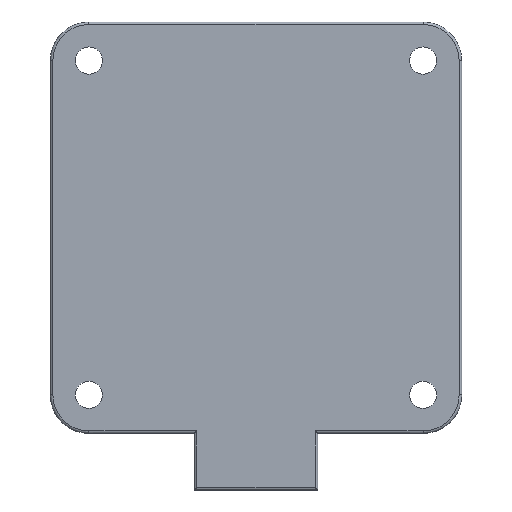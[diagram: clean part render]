
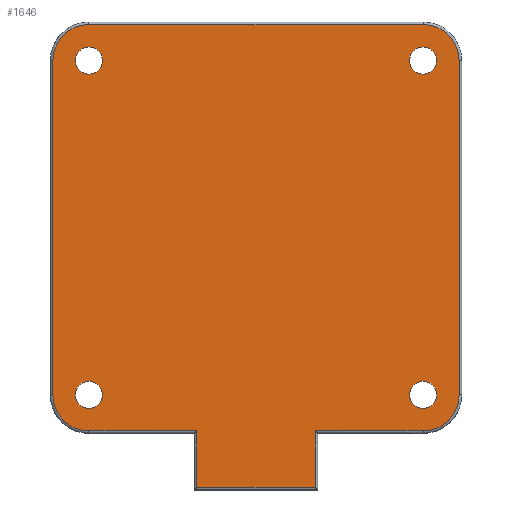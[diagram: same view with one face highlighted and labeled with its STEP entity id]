
A CAD part, front view. The second image highlights one B-rep face of the part: STEP entity #1646.
In plain terms, the highlighted planar face has unit normal (0, -1, 0).
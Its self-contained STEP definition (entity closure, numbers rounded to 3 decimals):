
#437=CARTESIAN_POINT('',(-32.5,-36.,-32.5));
#438=DIRECTION('',(0.,1.,0.));
#439=DIRECTION('',(0.,0.,-1.));
#440=AXIS2_PLACEMENT_3D('',#437,#438,#439);
#445=CARTESIAN_POINT('',(-32.5,-36.,32.5));
#446=DIRECTION('',(0.,1.,0.));
#447=DIRECTION('',(-1.,0.,0.));
#448=AXIS2_PLACEMENT_3D('',#445,#446,#447);
#453=CARTESIAN_POINT('',(32.5,-36.,32.5));
#454=DIRECTION('',(0.,1.,0.));
#455=DIRECTION('',(0.,0.,1.));
#456=AXIS2_PLACEMENT_3D('',#453,#454,#455);
#461=CARTESIAN_POINT('',(32.5,-36.,-32.5));
#462=DIRECTION('',(0.,1.,0.));
#463=DIRECTION('',(1.,0.,0.));
#464=AXIS2_PLACEMENT_3D('',#461,#462,#463);
#469=CARTESIAN_POINT('',(32.5,-36.,32.5));
#470=DIRECTION('',(0.,-1.,0.));
#471=DIRECTION('',(-1.,0.,0.));
#472=AXIS2_PLACEMENT_3D('',#469,#470,#471);
#477=CARTESIAN_POINT('',(32.5,-36.,32.5));
#478=DIRECTION('',(0.,-1.,0.));
#479=DIRECTION('',(1.,0.,0.));
#480=AXIS2_PLACEMENT_3D('',#477,#478,#479);
#485=CARTESIAN_POINT('',(32.5,-36.,-32.5));
#486=DIRECTION('',(0.,-1.,0.));
#487=DIRECTION('',(0.,0.,1.));
#488=AXIS2_PLACEMENT_3D('',#485,#486,#487);
#493=CARTESIAN_POINT('',(32.5,-36.,-32.5));
#494=DIRECTION('',(0.,-1.,0.));
#495=DIRECTION('',(0.,0.,-1.));
#496=AXIS2_PLACEMENT_3D('',#493,#494,#495);
#501=CARTESIAN_POINT('',(-32.5,-36.,-32.5));
#502=DIRECTION('',(0.,-1.,0.));
#503=DIRECTION('',(1.,0.,0.));
#504=AXIS2_PLACEMENT_3D('',#501,#502,#503);
#509=CARTESIAN_POINT('',(-32.5,-36.,-32.5));
#510=DIRECTION('',(0.,-1.,0.));
#511=DIRECTION('',(-1.,0.,0.));
#512=AXIS2_PLACEMENT_3D('',#509,#510,#511);
#517=CARTESIAN_POINT('',(-32.5,-36.,32.5));
#518=DIRECTION('',(0.,-1.,0.));
#519=DIRECTION('',(0.,0.,-1.));
#520=AXIS2_PLACEMENT_3D('',#517,#518,#519);
#525=CARTESIAN_POINT('',(-32.5,-36.,32.5));
#526=DIRECTION('',(0.,-1.,0.));
#527=DIRECTION('',(0.,0.,1.));
#528=AXIS2_PLACEMENT_3D('',#525,#526,#527);
#552=DIRECTION('',(0.,0.,-1.));
#553=VECTOR('',#552,11.);
#554=CARTESIAN_POINT('',(-11.5,-36.,-39.5));
#555=LINE('',#554,#553);
#616=DIRECTION('',(1.,0.,0.));
#617=VECTOR('',#616,23.);
#618=CARTESIAN_POINT('',(-11.5,-36.,-50.5));
#619=LINE('',#618,#617);
#642=DIRECTION('',(0.,0.,1.));
#643=VECTOR('',#642,11.);
#644=CARTESIAN_POINT('',(11.5,-36.,-50.5));
#645=LINE('',#644,#643);
#668=DIRECTION('',(1.,0.,0.));
#669=VECTOR('',#668,21.);
#670=CARTESIAN_POINT('',(11.5,-36.,-39.5));
#671=LINE('',#670,#669);
#706=DIRECTION('',(0.,0.,1.));
#707=VECTOR('',#706,65.);
#708=CARTESIAN_POINT('',(39.5,-36.,-32.5));
#709=LINE('',#708,#707);
#771=DIRECTION('',(1.,0.,0.));
#772=VECTOR('',#771,21.);
#773=CARTESIAN_POINT('',(-32.5,-36.,-39.5));
#774=LINE('',#773,#772);
#802=DIRECTION('',(0.,0.,-1.));
#803=VECTOR('',#802,65.);
#804=CARTESIAN_POINT('',(-39.5,-36.,32.5));
#805=LINE('',#804,#803);
#840=DIRECTION('',(-1.,0.,0.));
#841=VECTOR('',#840,65.);
#842=CARTESIAN_POINT('',(32.5,-36.,39.5));
#843=LINE('',#842,#841);
#1164=CARTESIAN_POINT('',(29.85,-36.,32.5));
#1165=CARTESIAN_POINT('',(35.15,-36.,32.5));
#1166=VERTEX_POINT('',#1164);
#1167=VERTEX_POINT('',#1165);
#1168=CARTESIAN_POINT('',(-11.5,-36.,-39.5));
#1169=CARTESIAN_POINT('',(-11.5,-36.,-50.5));
#1170=VERTEX_POINT('',#1168);
#1171=VERTEX_POINT('',#1169);
#1172=CARTESIAN_POINT('',(-32.5,-36.,-39.5));
#1173=VERTEX_POINT('',#1172);
#1174=CARTESIAN_POINT('',(-39.5,-36.,-32.5));
#1175=VERTEX_POINT('',#1174);
#1176=CARTESIAN_POINT('',(-39.5,-36.,32.5));
#1177=VERTEX_POINT('',#1176);
#1178=CARTESIAN_POINT('',(-32.5,-36.,39.5));
#1179=VERTEX_POINT('',#1178);
#1180=CARTESIAN_POINT('',(32.5,-36.,39.5));
#1181=VERTEX_POINT('',#1180);
#1182=CARTESIAN_POINT('',(39.5,-36.,32.5));
#1183=VERTEX_POINT('',#1182);
#1184=CARTESIAN_POINT('',(39.5,-36.,-32.5));
#1185=VERTEX_POINT('',#1184);
#1186=CARTESIAN_POINT('',(32.5,-36.,-39.5));
#1187=VERTEX_POINT('',#1186);
#1188=CARTESIAN_POINT('',(11.5,-36.,-39.5));
#1189=VERTEX_POINT('',#1188);
#1190=CARTESIAN_POINT('',(11.5,-36.,-50.5));
#1191=VERTEX_POINT('',#1190);
#1192=CARTESIAN_POINT('',(32.5,-36.,-29.85));
#1193=CARTESIAN_POINT('',(32.5,-36.,-35.15));
#1194=VERTEX_POINT('',#1192);
#1195=VERTEX_POINT('',#1193);
#1196=CARTESIAN_POINT('',(-29.85,-36.,-32.5));
#1197=CARTESIAN_POINT('',(-35.15,-36.,-32.5));
#1198=VERTEX_POINT('',#1196);
#1199=VERTEX_POINT('',#1197);
#1200=CARTESIAN_POINT('',(-32.5,-36.,29.85));
#1201=CARTESIAN_POINT('',(-32.5,-36.,35.15));
#1202=VERTEX_POINT('',#1200);
#1203=VERTEX_POINT('',#1201);
#1592=CARTESIAN_POINT('',(0.,-36.,0.));
#1593=DIRECTION('',(0.,-1.,0.));
#1594=DIRECTION('',(-1.,0.,0.));
#1595=AXIS2_PLACEMENT_3D('',#1592,#1593,#1594);
#1596=PLANE('',#1595);
#1598=ORIENTED_EDGE('',*,*,#1597,.F.);
#1600=ORIENTED_EDGE('',*,*,#1599,.F.);
#1602=ORIENTED_EDGE('',*,*,#1601,.T.);
#1604=ORIENTED_EDGE('',*,*,#1603,.F.);
#1606=ORIENTED_EDGE('',*,*,#1605,.T.);
#1608=ORIENTED_EDGE('',*,*,#1607,.F.);
#1609=ORIENTED_EDGE('',*,*,#1582,.T.);
#1611=ORIENTED_EDGE('',*,*,#1610,.F.);
#1613=ORIENTED_EDGE('',*,*,#1612,.T.);
#1615=ORIENTED_EDGE('',*,*,#1614,.F.);
#1617=ORIENTED_EDGE('',*,*,#1616,.F.);
#1619=ORIENTED_EDGE('',*,*,#1618,.F.);
#1620=EDGE_LOOP('',(#1598,#1600,#1602,#1604,#1606,#1608,#1609,#1611,#1613,#1615,
#1617,#1619));
#1621=FACE_OUTER_BOUND('',#1620,.F.);
#1623=ORIENTED_EDGE('',*,*,#1622,.T.);
#1625=ORIENTED_EDGE('',*,*,#1624,.T.);
#1626=EDGE_LOOP('',(#1623,#1625));
#1627=FACE_BOUND('',#1626,.F.);
#1629=ORIENTED_EDGE('',*,*,#1628,.T.);
#1631=ORIENTED_EDGE('',*,*,#1630,.T.);
#1632=EDGE_LOOP('',(#1629,#1631));
#1633=FACE_BOUND('',#1632,.F.);
#1635=ORIENTED_EDGE('',*,*,#1634,.T.);
#1637=ORIENTED_EDGE('',*,*,#1636,.T.);
#1638=EDGE_LOOP('',(#1635,#1637));
#1639=FACE_BOUND('',#1638,.F.);
#1641=ORIENTED_EDGE('',*,*,#1640,.T.);
#1643=ORIENTED_EDGE('',*,*,#1642,.T.);
#1644=EDGE_LOOP('',(#1641,#1643));
#1645=FACE_BOUND('',#1644,.F.);
#1646=ADVANCED_FACE('',(#1621,#1627,#1633,#1639,#1645),#1596,.T.);
#441=CIRCLE('',#440,7.);
#449=CIRCLE('',#448,7.);
#457=CIRCLE('',#456,7.);
#465=CIRCLE('',#464,7.);
#473=CIRCLE('',#472,2.65);
#481=CIRCLE('',#480,2.65);
#489=CIRCLE('',#488,2.65);
#497=CIRCLE('',#496,2.65);
#505=CIRCLE('',#504,2.65);
#513=CIRCLE('',#512,2.65);
#521=CIRCLE('',#520,2.65);
#529=CIRCLE('',#528,2.65);
#1582=EDGE_CURVE('',#1181,#1183,#457,.T.);
#1597=EDGE_CURVE('',#1170,#1171,#555,.T.);
#1599=EDGE_CURVE('',#1173,#1170,#774,.T.);
#1601=EDGE_CURVE('',#1173,#1175,#441,.T.);
#1603=EDGE_CURVE('',#1177,#1175,#805,.T.);
#1605=EDGE_CURVE('',#1177,#1179,#449,.T.);
#1607=EDGE_CURVE('',#1181,#1179,#843,.T.);
#1610=EDGE_CURVE('',#1185,#1183,#709,.T.);
#1612=EDGE_CURVE('',#1185,#1187,#465,.T.);
#1614=EDGE_CURVE('',#1189,#1187,#671,.T.);
#1616=EDGE_CURVE('',#1191,#1189,#645,.T.);
#1618=EDGE_CURVE('',#1171,#1191,#619,.T.);
#1622=EDGE_CURVE('',#1166,#1167,#473,.T.);
#1624=EDGE_CURVE('',#1167,#1166,#481,.T.);
#1628=EDGE_CURVE('',#1194,#1195,#489,.T.);
#1630=EDGE_CURVE('',#1195,#1194,#497,.T.);
#1634=EDGE_CURVE('',#1198,#1199,#505,.T.);
#1636=EDGE_CURVE('',#1199,#1198,#513,.T.);
#1640=EDGE_CURVE('',#1202,#1203,#521,.T.);
#1642=EDGE_CURVE('',#1203,#1202,#529,.T.);
